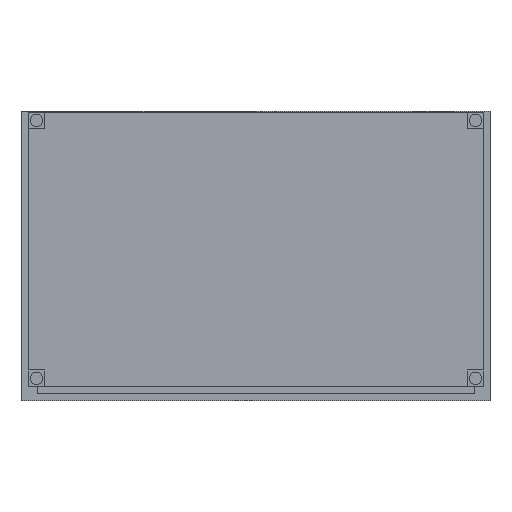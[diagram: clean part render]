
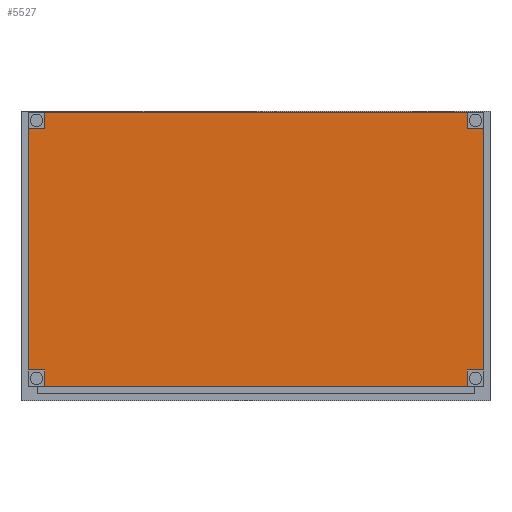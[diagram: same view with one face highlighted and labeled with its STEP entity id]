
A CAD part, front view. The second image highlights one B-rep face of the part: STEP entity #5527.
In plain terms, the highlighted planar face has unit normal (0, -1, 0).
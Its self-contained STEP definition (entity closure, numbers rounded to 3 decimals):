
#483=FACE_OUTER_BOUND('',#831,.T.);
#831=EDGE_LOOP('',(#4737,#4738,#4739,#4740));
#1465=LINE('',#8853,#2141);
#1468=LINE('',#8859,#2144);
#1471=LINE('',#8865,#2147);
#1474=LINE('',#8869,#2150);
#2141=VECTOR('',#7289,10.);
#2144=VECTOR('',#7294,10.);
#2147=VECTOR('',#7299,10.);
#2150=VECTOR('',#7304,10.);
#2659=VERTEX_POINT('',#8850);
#2660=VERTEX_POINT('',#8852);
#2662=VERTEX_POINT('',#8858);
#2664=VERTEX_POINT('',#8864);
#3359=EDGE_CURVE('',#2660,#2659,#1465,.T.);
#3362=EDGE_CURVE('',#2662,#2660,#1468,.T.);
#3365=EDGE_CURVE('',#2664,#2662,#1471,.T.);
#3368=EDGE_CURVE('',#2659,#2664,#1474,.T.);
#4737=ORIENTED_EDGE('',*,*,#3368,.T.);
#4738=ORIENTED_EDGE('',*,*,#3365,.T.);
#4739=ORIENTED_EDGE('',*,*,#3362,.T.);
#4740=ORIENTED_EDGE('',*,*,#3359,.T.);
#5193=PLANE('',#5983);
#5527=ADVANCED_FACE('',(#483),#5193,.T.);
#5983=AXIS2_PLACEMENT_3D('',#8870,#7305,#7306);
#7289=DIRECTION('',(0.,0.,-1.));
#7294=DIRECTION('',(-1.,0.,0.));
#7299=DIRECTION('',(0.,0.,1.));
#7304=DIRECTION('',(1.,0.,0.));
#7305=DIRECTION('center_axis',(0.,-1.,0.));
#7306=DIRECTION('ref_axis',(0.,0.,-1.));
#8850=CARTESIAN_POINT('',(-547.5,-395.,-314.));
#8852=CARTESIAN_POINT('',(-547.5,-395.,346.));
#8853=CARTESIAN_POINT('',(-547.5,-395.,346.));
#8858=CARTESIAN_POINT('',(547.5,-395.,346.));
#8859=CARTESIAN_POINT('',(547.5,-395.,346.));
#8864=CARTESIAN_POINT('',(547.5,-395.,-314.));
#8865=CARTESIAN_POINT('',(547.5,-395.,-314.));
#8869=CARTESIAN_POINT('',(-547.5,-395.,-314.));
#8870=CARTESIAN_POINT('Origin',(0.,-395.,16.));
